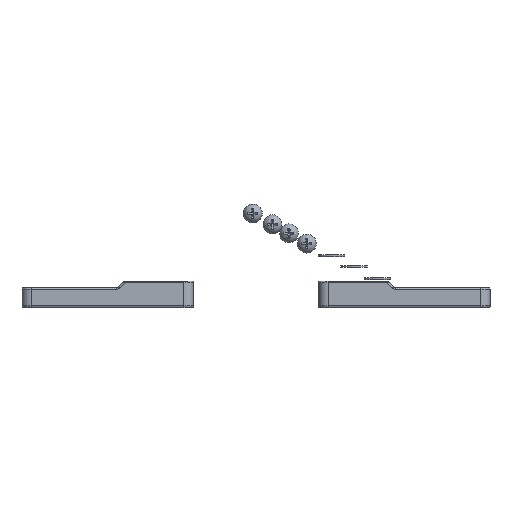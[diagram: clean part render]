
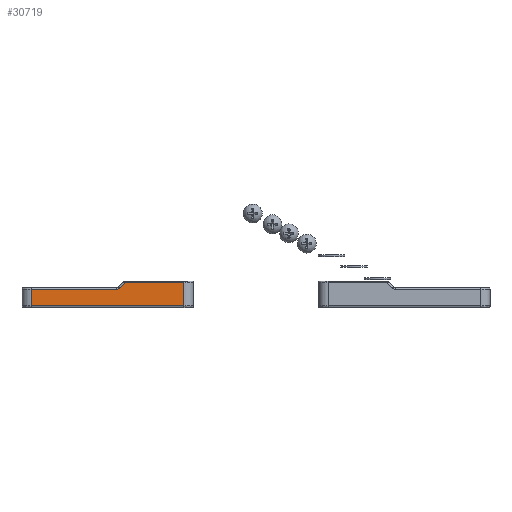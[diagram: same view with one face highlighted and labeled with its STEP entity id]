
A CAD part, top view. The second image highlights one B-rep face of the part: STEP entity #30719.
In plain terms, the highlighted planar face has unit normal (0, 0, 1).
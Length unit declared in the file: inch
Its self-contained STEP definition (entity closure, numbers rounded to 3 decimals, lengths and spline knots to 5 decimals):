
#58 = EDGE_CURVE ( 'NONE', #20904, #10759, #50362, .T. ) ;
#810 = CARTESIAN_POINT ( 'NONE',  ( -2.44846, -2.08386, 2.48438 ) ) ;
#1116 = CARTESIAN_POINT ( 'NONE',  ( -4.41417, -2.18886, 2.48438 ) ) ;
#2431 = EDGE_LOOP ( 'NONE', ( #16938, #30745, #10966, #39108, #39368, #24538, #19589, #31698 ) ) ;
#2574 = CARTESIAN_POINT ( 'NONE',  ( -4.23417, -2.53386, 2.48438 ) ) ;
#2759 = LINE ( 'NONE', #13260, #51758 ) ;
#2874 = VERTEX_POINT ( 'NONE', #60070 ) ;
#3357 = DIRECTION ( 'NONE',  ( 0., -1., 0. ) ) ;
#3439 = LINE ( 'NONE', #41220, #30444 ) ;
#3792 = CIRCLE ( 'NONE', #19632, 0.02 ) ;
#3831 = EDGE_CURVE ( 'NONE', #28631, #20904, #2759, .T. ) ;
#4141 = EDGE_CURVE ( 'NONE', #43691, #13476, #59078, .T. ) ;
#6557 = CARTESIAN_POINT ( 'NONE',  ( -2.59406, -2.18683, 2.48438 ) ) ;
#6875 = FACE_OUTER_BOUND ( 'NONE', #2431, .T. ) ;
#7457 = VERTEX_POINT ( 'NONE', #58309 ) ;
#7538 = LINE ( 'NONE', #2574, #46554 ) ;
#10112 = DIRECTION ( 'NONE',  ( -1., 0., 0. ) ) ;
#10759 = VERTEX_POINT ( 'NONE', #13324 ) ;
#10966 = ORIENTED_EDGE ( 'NONE', *, *, #58, .F. ) ;
#11825 = CARTESIAN_POINT ( 'NONE',  ( -4.41417, -2.53386, 2.48438 ) ) ;
#12802 = EDGE_CURVE ( 'NONE', #13476, #51907, #41757, .T. ) ;
#13260 = CARTESIAN_POINT ( 'NONE',  ( -1.34417, -2.02836, 2.48437 ) ) ;
#13324 = CARTESIAN_POINT ( 'NONE',  ( -4.23417, -2.50386, 2.48438 ) ) ;
#13476 = VERTEX_POINT ( 'NONE', #45680 ) ;
#15973 = LINE ( 'NONE', #1116, #40027 ) ;
#16633 = DIRECTION ( 'NONE',  ( -0.707, -0.707, 0. ) ) ;
#16938 = ORIENTED_EDGE ( 'NONE', *, *, #45316, .T. ) ;
#17821 = CARTESIAN_POINT ( 'NONE',  ( -1.33648, -2.50386, 2.48437 ) ) ;
#18043 = VECTOR ( 'NONE', #45131, 39.37008 ) ;
#18309 = DIRECTION ( 'NONE',  ( -1., 0., 0. ) ) ;
#19589 = ORIENTED_EDGE ( 'NONE', *, *, #4141, .T. ) ;
#19632 = AXIS2_PLACEMENT_3D ( 'NONE', #810, #24674, #36384 ) ;
#20904 = VERTEX_POINT ( 'NONE', #21104 ) ;
#21104 = CARTESIAN_POINT ( 'NONE',  ( -1.34417, -2.50386, 2.48437 ) ) ;
#23958 = VECTOR ( 'NONE', #16633, 39.37008 ) ;
#24538 = ORIENTED_EDGE ( 'NONE', *, *, #53098, .T. ) ;
#24674 = DIRECTION ( 'NONE',  ( 0., 0., 1. ) ) ;
#24936 = EDGE_CURVE ( 'NONE', #7457, #10759, #7538, .T. ) ;
#25168 = PLANE ( 'NONE',  #29391 ) ;
#25781 = CARTESIAN_POINT ( 'NONE',  ( -2.55831, -2.16543, 2.48437 ) ) ;
#26082 = CARTESIAN_POINT ( 'NONE',  ( -2.56581, -2.17292, 2.48437 ) ) ;
#28631 = VERTEX_POINT ( 'NONE', #60763 ) ;
#29391 = AXIS2_PLACEMENT_3D ( 'NONE', #11825, #35077, #53952 ) ;
#30444 = VECTOR ( 'NONE', #18309, 39.37008 ) ;
#30719 = ADVANCED_FACE ( 'NONE', ( #6875 ), #25168, .T. ) ;
#30745 = ORIENTED_EDGE ( 'NONE', *, *, #24936, .T. ) ;
#31311 = CARTESIAN_POINT ( 'NONE',  ( -2.4626, -2.06972, 2.48437 ) ) ;
#31698 = ORIENTED_EDGE ( 'NONE', *, *, #12802, .T. ) ;
#34167 = CARTESIAN_POINT ( 'NONE',  ( -2.60426, -2.18886, 2.48438 ) ) ;
#35077 = DIRECTION ( 'NONE',  ( 0., 0., 1. ) ) ;
#36384 = DIRECTION ( 'NONE',  ( 0., -1., 0. ) ) ;
#39108 = ORIENTED_EDGE ( 'NONE', *, *, #3831, .F. ) ;
#39368 = ORIENTED_EDGE ( 'NONE', *, *, #51369, .T. ) ;
#40027 = VECTOR ( 'NONE', #10112, 39.37008 ) ;
#40482 = CARTESIAN_POINT ( 'NONE',  ( -2.55831, -2.16543, 2.48438 ) ) ;
#41220 = CARTESIAN_POINT ( 'NONE',  ( -4.41417, -2.06386, 2.48438 ) ) ;
#41757 = B_SPLINE_CURVE_WITH_KNOTS ( 'NONE', 3,
 ( #25781, #26082, #53026, #6557, #34167, #58300 ),
 .UNSPECIFIED., .F., .F.,
 ( 4, 2, 4 ),
 ( 0., 0.5, 1. ),
 .UNSPECIFIED. ) ;
#42319 = CARTESIAN_POINT ( 'NONE',  ( -2.61488, -2.18886, 2.48437 ) ) ;
#43691 = VERTEX_POINT ( 'NONE', #31311 ) ;
#45131 = DIRECTION ( 'NONE',  ( -1., 0., 0. ) ) ;
#45316 = EDGE_CURVE ( 'NONE', #51907, #7457, #15973, .T. ) ;
#45680 = CARTESIAN_POINT ( 'NONE',  ( -2.55831, -2.16543, 2.48437 ) ) ;
#46554 = VECTOR ( 'NONE', #55228, 39.37008 ) ;
#50362 = LINE ( 'NONE', #17821, #18043 ) ;
#51369 = EDGE_CURVE ( 'NONE', #28631, #2874, #3439, .T. ) ;
#51758 = VECTOR ( 'NONE', #3357, 39.37008 ) ;
#51907 = VERTEX_POINT ( 'NONE', #42319 ) ;
#53026 = CARTESIAN_POINT ( 'NONE',  ( -2.57447, -2.17871, 2.48437 ) ) ;
#53098 = EDGE_CURVE ( 'NONE', #2874, #43691, #3792, .T. ) ;
#53952 = DIRECTION ( 'NONE',  ( 1., 0., 0. ) ) ;
#55228 = DIRECTION ( 'NONE',  ( 0., -1., 0. ) ) ;
#58300 = CARTESIAN_POINT ( 'NONE',  ( -2.61488, -2.18886, 2.48437 ) ) ;
#58309 = CARTESIAN_POINT ( 'NONE',  ( -4.23417, -2.18886, 2.48438 ) ) ;
#59078 = LINE ( 'NONE', #40482, #23958 ) ;
#60070 = CARTESIAN_POINT ( 'NONE',  ( -2.44846, -2.06386, 2.48437 ) ) ;
#60763 = CARTESIAN_POINT ( 'NONE',  ( -1.34417, -2.06386, 2.48437 ) ) ;
